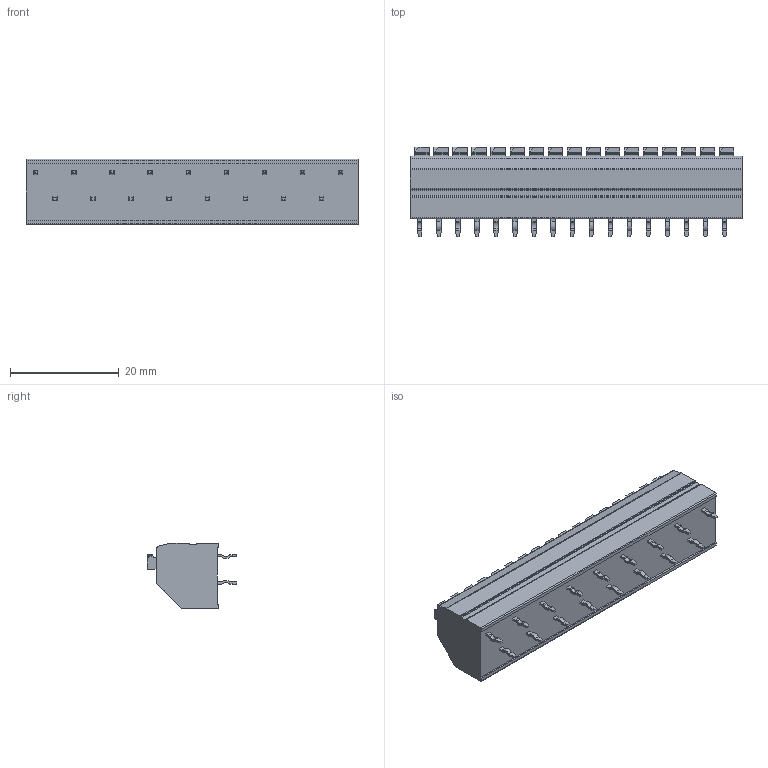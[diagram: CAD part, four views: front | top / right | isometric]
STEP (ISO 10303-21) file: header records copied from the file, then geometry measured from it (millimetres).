
FILE_DESCRIPTION((''),'2;1');
FILE_NAME('TLM-002C-XXP','2024-11-02T14:41:46',('tluser'),(''),'CREO PARAMETRIC BY PTC INC, 2018100','CREO PARAMETRIC BY PTC INC, 2018100','');
FILE_SCHEMA(('AUTOMOTIVE_DESIGN { 1 0 10303 214 1 1 1 1 }'));
Length unit declared in the file: millimetre
Products named in the file (1): TLM-002C-XXP
Bounding box: 61 x 16.4 x 12 mm (x, y, z)
Volume: 7184.5 mm3; surface area: 3920.7 mm2
Topology: 1 solids, 1 shells, 791 faces, 2129 edges, 1374 vertices
Faces by surface type: plane 543, cylinder 180, cone 68
Entity records: 24912 total; most frequent: CARTESIAN_POINT 5028, ORIENTED_EDGE 4258, DIRECTION 3931, EDGE_CURVE 2129, VECTOR 1548, LINE 1548, VERTEX_POINT 1374, AXIS2_PLACEMENT_3D 1190
